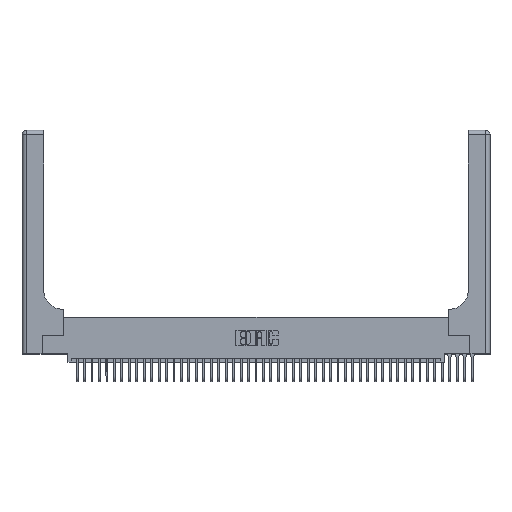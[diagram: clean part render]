
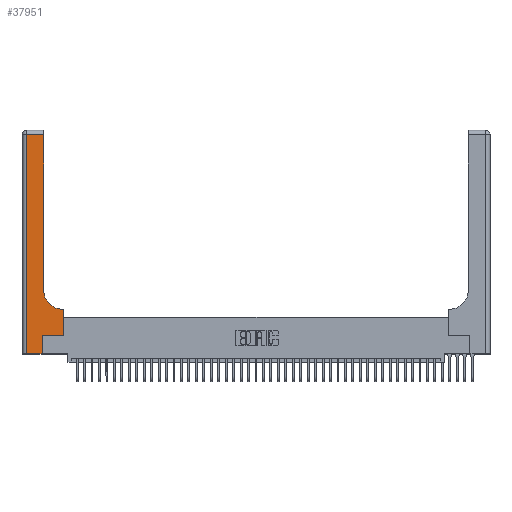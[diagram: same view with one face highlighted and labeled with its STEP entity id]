
A CAD part, top view. The second image highlights one B-rep face of the part: STEP entity #37951.
In plain terms, the highlighted planar face has unit normal (0, 0, 1).
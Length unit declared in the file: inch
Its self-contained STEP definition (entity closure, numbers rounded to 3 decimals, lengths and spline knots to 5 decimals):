
#526 = DIRECTION ( 'NONE',  ( 0., 0., -1. ) ) ;
#608 = VERTEX_POINT ( 'NONE', #22771 ) ;
#668 = ORIENTED_EDGE ( 'NONE', *, *, #29099, .T. ) ;
#849 = DIRECTION ( 'NONE',  ( 0., 1., 0. ) ) ;
#2119 = LINE ( 'NONE', #12568, #36205 ) ;
#2373 = LINE ( 'NONE', #14962, #10140 ) ;
#2425 = CIRCLE ( 'NONE', #9430, 0.25 ) ;
#3816 = CARTESIAN_POINT ( 'NONE',  ( 0.269, 0., 0.37 ) ) ;
#3824 = ORIENTED_EDGE ( 'NONE', *, *, #19273, .T. ) ;
#5455 = ORIENTED_EDGE ( 'NONE', *, *, #12553, .T. ) ;
#5962 = VECTOR ( 'NONE', #31941, 39.37008 ) ;
#6428 = CARTESIAN_POINT ( 'NONE',  ( 0.269, 0.25, 0.37 ) ) ;
#6657 = EDGE_CURVE ( 'NONE', #608, #10919, #34971, .T. ) ;
#7152 = EDGE_CURVE ( 'NONE', #21740, #608, #24568, .T. ) ;
#7175 = DIRECTION ( 'NONE',  ( 0., 1., 0. ) ) ;
#8683 = VERTEX_POINT ( 'NONE', #38784 ) ;
#9430 = AXIS2_PLACEMENT_3D ( 'NONE', #20031, #526, #23254 ) ;
#10012 = ORIENTED_EDGE ( 'NONE', *, *, #36463, .T. ) ;
#10140 = VECTOR ( 'NONE', #40248, 39.37008 ) ;
#10170 = VERTEX_POINT ( 'NONE', #31404 ) ;
#10247 = LINE ( 'NONE', #37218, #27185 ) ;
#10608 = PLANE ( 'NONE',  #18210 ) ;
#10625 = VECTOR ( 'NONE', #39035, 39.37008 ) ;
#10919 = VERTEX_POINT ( 'NONE', #15946 ) ;
#11043 = ORIENTED_EDGE ( 'NONE', *, *, #7152, .T. ) ;
#12553 = EDGE_CURVE ( 'NONE', #10919, #41200, #2425, .T. ) ;
#12568 = CARTESIAN_POINT ( 'NONE',  ( 0., 2.94, 0.37 ) ) ;
#12970 = VERTEX_POINT ( 'NONE', #25149 ) ;
#13803 = CARTESIAN_POINT ( 'NONE',  ( 0., 3., 0.37 ) ) ;
#14528 = LINE ( 'NONE', #6428, #5962 ) ;
#14962 = CARTESIAN_POINT ( 'NONE',  ( 0., 0., 0.37 ) ) ;
#15009 = ORIENTED_EDGE ( 'NONE', *, *, #16835, .T. ) ;
#15946 = CARTESIAN_POINT ( 'NONE',  ( 0.5415, 0.6, 0.37 ) ) ;
#16835 = EDGE_CURVE ( 'NONE', #12970, #39194, #10247, .T. ) ;
#16941 = CARTESIAN_POINT ( 'NONE',  ( 0.2915, 0.6, 0.37 ) ) ;
#17036 = DIRECTION ( 'NONE',  ( 0., 0., -1. ) ) ;
#18210 = AXIS2_PLACEMENT_3D ( 'NONE', #13803, #17036, #39122 ) ;
#18290 = DIRECTION ( 'NONE',  ( 0., -1., 0. ) ) ;
#18859 = DIRECTION ( 'NONE',  ( -1., 0., 0. ) ) ;
#19273 = EDGE_CURVE ( 'NONE', #10170, #37079, #39737, .T. ) ;
#20031 = CARTESIAN_POINT ( 'NONE',  ( 0.5415, 0.85, 0.37 ) ) ;
#21141 = EDGE_CURVE ( 'NONE', #8683, #12970, #2119, .T. ) ;
#21740 = VERTEX_POINT ( 'NONE', #40878 ) ;
#22640 = CARTESIAN_POINT ( 'NONE',  ( 0.5585, 0.25, 0.37 ) ) ;
#22771 = CARTESIAN_POINT ( 'NONE',  ( 0.5585, 0.6, 0.37 ) ) ;
#22825 = CARTESIAN_POINT ( 'NONE',  ( 0.06, 0., 0.37 ) ) ;
#23254 = DIRECTION ( 'NONE',  ( 1., 0., 0. ) ) ;
#23602 = EDGE_LOOP ( 'NONE', ( #10012, #37308, #15009, #668, #3824, #39770, #11043, #29941, #5455 ) ) ;
#24568 = LINE ( 'NONE', #22640, #40296 ) ;
#25149 = CARTESIAN_POINT ( 'NONE',  ( 0.06, 2.94, 0.37 ) ) ;
#25807 = DIRECTION ( 'NONE',  ( 0., 1., 0. ) ) ;
#27185 = VECTOR ( 'NONE', #18290, 39.37008 ) ;
#27997 = VECTOR ( 'NONE', #849, 39.37008 ) ;
#28883 = FACE_OUTER_BOUND ( 'NONE', #23602, .T. ) ;
#29099 = EDGE_CURVE ( 'NONE', #39194, #10170, #2373, .T. ) ;
#29941 = ORIENTED_EDGE ( 'NONE', *, *, #6657, .T. ) ;
#31404 = CARTESIAN_POINT ( 'NONE',  ( 0.269, 0., 0.37 ) ) ;
#31941 = DIRECTION ( 'NONE',  ( 1., 0., 0. ) ) ;
#32923 = CARTESIAN_POINT ( 'NONE',  ( 0.2915, 3., 0.37 ) ) ;
#34971 = LINE ( 'NONE', #16941, #10625 ) ;
#35101 = CARTESIAN_POINT ( 'NONE',  ( 0.269, 0.25, 0.37 ) ) ;
#36205 = VECTOR ( 'NONE', #18859, 39.37008 ) ;
#36390 = LINE ( 'NONE', #32923, #27997 ) ;
#36463 = EDGE_CURVE ( 'NONE', #41200, #8683, #36390, .T. ) ;
#37066 = EDGE_CURVE ( 'NONE', #37079, #21740, #14528, .T. ) ;
#37079 = VERTEX_POINT ( 'NONE', #35101 ) ;
#37218 = CARTESIAN_POINT ( 'NONE',  ( 0.06, 3., 0.37 ) ) ;
#37308 = ORIENTED_EDGE ( 'NONE', *, *, #21141, .T. ) ;
#37951 = ADVANCED_FACE ( 'NONE', ( #28883 ), #10608, .F. ) ;
#38759 = VECTOR ( 'NONE', #7175, 39.37008 ) ;
#38784 = CARTESIAN_POINT ( 'NONE',  ( 0.2915, 2.94, 0.37 ) ) ;
#39035 = DIRECTION ( 'NONE',  ( -1., 0., 0. ) ) ;
#39122 = DIRECTION ( 'NONE',  ( -1., 0., 0. ) ) ;
#39194 = VERTEX_POINT ( 'NONE', #22825 ) ;
#39737 = LINE ( 'NONE', #3816, #38759 ) ;
#39770 = ORIENTED_EDGE ( 'NONE', *, *, #37066, .T. ) ;
#40248 = DIRECTION ( 'NONE',  ( 1., 0., 0. ) ) ;
#40296 = VECTOR ( 'NONE', #25807, 39.37008 ) ;
#40741 = CARTESIAN_POINT ( 'NONE',  ( 0.2915, 0.85, 0.37 ) ) ;
#40878 = CARTESIAN_POINT ( 'NONE',  ( 0.5585, 0.25, 0.37 ) ) ;
#41200 = VERTEX_POINT ( 'NONE', #40741 ) ;
